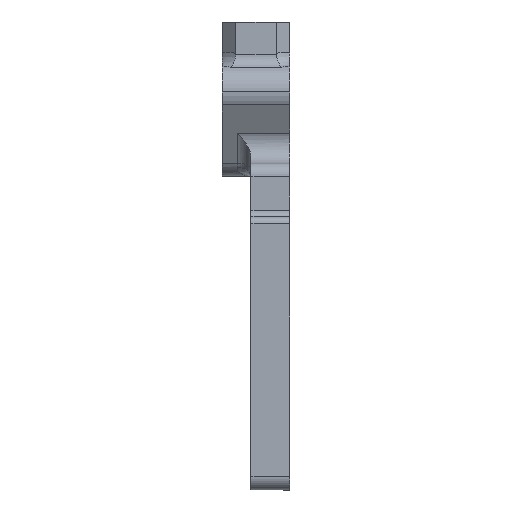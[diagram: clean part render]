
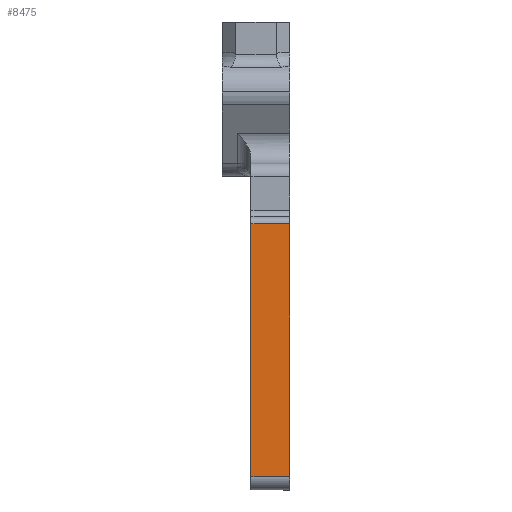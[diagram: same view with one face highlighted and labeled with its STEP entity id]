
A CAD part, left-side view. The second image highlights one B-rep face of the part: STEP entity #8475.
In plain terms, the highlighted planar face has unit normal (-1, 0, 0).
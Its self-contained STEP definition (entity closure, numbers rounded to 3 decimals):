
#689 = EDGE_CURVE ( 'NONE', #8634, #8607, #930, .T. ) ;
#930 = LINE ( 'NONE', #8679, #936 ) ;
#936 = VECTOR ( 'NONE', #8694, 1000. ) ;
#1053 = AXIS2_PLACEMENT_3D ( 'NONE', #5363, #5364, #5365 ) ;
#2989 = EDGE_CURVE ( 'NONE', #6993, #8607, #5103, .T. ) ;
#3001 = EDGE_CURVE ( 'NONE', #8634, #7001, #5116, .T. ) ;
#3011 = EDGE_CURVE ( 'NONE', #6993, #7001, #5131, .T. ) ;
#3254 = CARTESIAN_POINT ( 'NONE',  ( -33.109, 49.025, -84.477 ) ) ;
#3255 = DIRECTION ( 'NONE',  ( 0., 0., -1. ) ) ;
#4197 = EDGE_LOOP ( 'NONE', ( #9195, #9196, #9184, #9185 ) ) ;
#5103 = LINE ( 'NONE', #3254, #5105 ) ;
#5105 = VECTOR ( 'NONE', #3255, 1000. ) ;
#5116 = LINE ( 'NONE', #6854, #5119 ) ;
#5119 = VECTOR ( 'NONE', #6850, 1000. ) ;
#5131 = LINE ( 'NONE', #6884, #5133 ) ;
#5133 = VECTOR ( 'NONE', #6885, 1000. ) ;
#5273 = FACE_OUTER_BOUND ( 'NONE', #4197, .T. ) ;
#5362 = PLANE ( 'NONE',  #1053 ) ;
#5363 = CARTESIAN_POINT ( 'NONE',  ( -33.109, 51.025, -84.477 ) ) ;
#5364 = DIRECTION ( 'NONE',  ( -1., 0., 0. ) ) ;
#5365 = DIRECTION ( 'NONE',  ( 0., 0., 1. ) ) ;
#6850 = DIRECTION ( 'NONE',  ( 0., 0., 1. ) ) ;
#6854 = CARTESIAN_POINT ( 'NONE',  ( -33.109, 54.775, 0. ) ) ;
#6884 = CARTESIAN_POINT ( 'NONE',  ( -33.109, 51.025, -85.477 ) ) ;
#6885 = DIRECTION ( 'NONE',  ( 0., 1., 0. ) ) ;
#6993 = VERTEX_POINT ( 'NONE', #7160 ) ;
#7001 = VERTEX_POINT ( 'NONE', #7159 ) ;
#7159 = CARTESIAN_POINT ( 'NONE',  ( -33.109, 54.775, -85.477 ) ) ;
#7160 = CARTESIAN_POINT ( 'NONE',  ( -33.109, 49.025, -85.477 ) ) ;
#7633 = CARTESIAN_POINT ( 'NONE',  ( -33.109, 49.025, -123.117 ) ) ;
#7658 = CARTESIAN_POINT ( 'NONE',  ( -33.109, 54.775, -123.117 ) ) ;
#8475 = ADVANCED_FACE ( 'NONE', ( #5273 ), #5362, .T. ) ;
#8607 = VERTEX_POINT ( 'NONE', #7633 ) ;
#8634 = VERTEX_POINT ( 'NONE', #7658 ) ;
#8679 = CARTESIAN_POINT ( 'NONE',  ( -33.109, 51.025, -123.117 ) ) ;
#8694 = DIRECTION ( 'NONE',  ( 0., -1., 0. ) ) ;
#9184 = ORIENTED_EDGE ( 'NONE', *, *, #3001, .F. ) ;
#9185 = ORIENTED_EDGE ( 'NONE', *, *, #689, .T. ) ;
#9195 = ORIENTED_EDGE ( 'NONE', *, *, #2989, .F. ) ;
#9196 = ORIENTED_EDGE ( 'NONE', *, *, #3011, .T. ) ;
